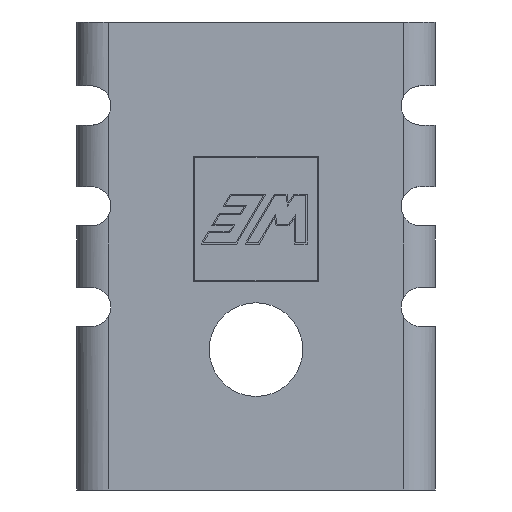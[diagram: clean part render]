
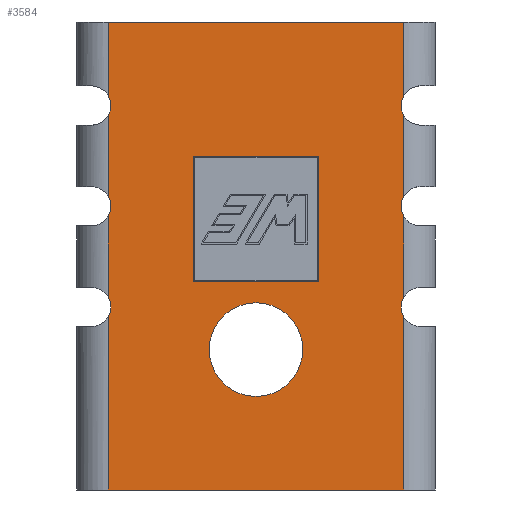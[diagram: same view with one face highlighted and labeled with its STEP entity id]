
A CAD part, front view. The second image highlights one B-rep face of the part: STEP entity #3584.
In plain terms, the highlighted planar face has unit normal (0, -1, 0).
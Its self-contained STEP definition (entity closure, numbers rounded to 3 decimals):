
#50=CIRCLE('',#3732,1.905);
#53=CIRCLE('',#3737,0.8);
#54=CIRCLE('',#3741,0.8);
#56=CIRCLE('',#3749,0.8);
#58=CIRCLE('',#3755,0.8);
#60=CIRCLE('',#3759,0.8);
#62=CIRCLE('',#3762,0.8);
#696=ORIENTED_EDGE('',*,*,#1132,.T.);
#697=ORIENTED_EDGE('',*,*,#1175,.T.);
#698=ORIENTED_EDGE('',*,*,#1124,.F.);
#699=ORIENTED_EDGE('',*,*,#1139,.T.);
#700=ORIENTED_EDGE('',*,*,#1118,.F.);
#701=ORIENTED_EDGE('',*,*,#1145,.T.);
#702=ORIENTED_EDGE('',*,*,#1114,.F.);
#703=ORIENTED_EDGE('',*,*,#1151,.F.);
#704=ORIENTED_EDGE('',*,*,#1110,.F.);
#705=ORIENTED_EDGE('',*,*,#1180,.T.);
#706=ORIENTED_EDGE('',*,*,#1184,.F.);
#707=ORIENTED_EDGE('',*,*,#1185,.T.);
#708=ORIENTED_EDGE('',*,*,#1129,.F.);
#709=ORIENTED_EDGE('',*,*,#1163,.T.);
#710=ORIENTED_EDGE('',*,*,#1106,.F.);
#711=ORIENTED_EDGE('',*,*,#1169,.F.);
#712=ORIENTED_EDGE('',*,*,#1102,.F.);
#713=ORIENTED_EDGE('',*,*,#969,.T.);
#714=ORIENTED_EDGE('',*,*,#967,.T.);
#715=ORIENTED_EDGE('',*,*,#973,.T.);
#716=ORIENTED_EDGE('',*,*,#971,.T.);
#967=EDGE_CURVE('',#1313,#1312,#1588,.T.);
#969=EDGE_CURVE('',#1314,#1313,#1590,.T.);
#971=EDGE_CURVE('',#1315,#1314,#1592,.T.);
#973=EDGE_CURVE('',#1312,#1315,#1594,.T.);
#1102=EDGE_CURVE('',#1402,#1403,#1716,.T.);
#1106=EDGE_CURVE('',#1405,#1406,#1717,.T.);
#1110=EDGE_CURVE('',#1408,#1409,#1718,.T.);
#1114=EDGE_CURVE('',#1411,#1412,#1719,.T.);
#1118=EDGE_CURVE('',#1414,#1415,#1720,.T.);
#1124=EDGE_CURVE('',#1419,#1420,#1721,.T.);
#1129=EDGE_CURVE('',#1423,#1424,#1722,.T.);
#1132=EDGE_CURVE('',#1425,#1425,#50,.T.);
#1139=EDGE_CURVE('',#1419,#1415,#53,.T.);
#1145=EDGE_CURVE('',#1414,#1412,#54,.T.);
#1151=EDGE_CURVE('',#1409,#1411,#1737,.T.);
#1163=EDGE_CURVE('',#1423,#1406,#56,.T.);
#1169=EDGE_CURVE('',#1403,#1405,#1753,.T.);
#1175=EDGE_CURVE('',#1402,#1420,#58,.T.);
#1180=EDGE_CURVE('',#1408,#1451,#60,.T.);
#1184=EDGE_CURVE('',#1454,#1451,#1763,.T.);
#1185=EDGE_CURVE('',#1454,#1424,#62,.T.);
#1312=VERTEX_POINT('',#4729);
#1313=VERTEX_POINT('',#4731);
#1314=VERTEX_POINT('',#4735);
#1315=VERTEX_POINT('',#4739);
#1402=VERTEX_POINT('',#5010);
#1403=VERTEX_POINT('',#5012);
#1405=VERTEX_POINT('',#5018);
#1406=VERTEX_POINT('',#5020);
#1408=VERTEX_POINT('',#5032);
#1409=VERTEX_POINT('',#5034);
#1411=VERTEX_POINT('',#5040);
#1412=VERTEX_POINT('',#5042);
#1414=VERTEX_POINT('',#5054);
#1415=VERTEX_POINT('',#5056);
#1419=VERTEX_POINT('',#5072);
#1420=VERTEX_POINT('',#5074);
#1423=VERTEX_POINT('',#5088);
#1424=VERTEX_POINT('',#5090);
#1425=VERTEX_POINT('',#5097);
#1451=VERTEX_POINT('',#5189);
#1454=VERTEX_POINT('',#5201);
#1588=LINE('',#4730,#1909);
#1590=LINE('',#4734,#1911);
#1592=LINE('',#4738,#1913);
#1594=LINE('',#4742,#1915);
#1716=LINE('',#5011,#2037);
#1717=LINE('',#5019,#2038);
#1718=LINE('',#5033,#2039);
#1719=LINE('',#5041,#2040);
#1720=LINE('',#5055,#2041);
#1721=LINE('',#5073,#2042);
#1722=LINE('',#5089,#2043);
#1737=LINE('',#5134,#2058);
#1753=LINE('',#5168,#2074);
#1763=LINE('',#5200,#2084);
#1909=VECTOR('',#3977,1000.);
#1911=VECTOR('',#3981,1000.);
#1913=VECTOR('',#3985,1000.);
#1915=VECTOR('',#3989,1000.);
#2037=VECTOR('',#4223,1000.);
#2038=VECTOR('',#4232,1000.);
#2039=VECTOR('',#4237,1000.);
#2040=VECTOR('',#4246,1000.);
#2041=VECTOR('',#4251,1000.);
#2042=VECTOR('',#4260,1000.);
#2043=VECTOR('',#4267,1000.);
#2058=VECTOR('',#4310,1000.);
#2074=VECTOR('',#4342,1000.);
#2084=VECTOR('',#4370,1000.);
#2233=EDGE_LOOP('',(#696));
#2234=EDGE_LOOP('',(#697,#698,#699,#700,#701,#702,#703,#704,#705,#706,#707,
#708,#709,#710,#711,#712));
#2235=EDGE_LOOP('',(#713,#714,#715,#716));
#2379=FACE_BOUND('',#2233,.T.);
#2380=FACE_BOUND('',#2234,.T.);
#2381=FACE_BOUND('',#2235,.T.);
#2505=PLANE('',#3761);
#3584=ADVANCED_FACE('',(#2379,#2380,#2381),#2505,.T.);
#3732=AXIS2_PLACEMENT_3D('',#5099,#4271,#4272);
#3737=AXIS2_PLACEMENT_3D('',#5111,#4285,#4286);
#3741=AXIS2_PLACEMENT_3D('',#5123,#4298,#4299);
#3749=AXIS2_PLACEMENT_3D('',#5157,#4330,#4331);
#3755=AXIS2_PLACEMENT_3D('',#5179,#4352,#4353);
#3759=AXIS2_PLACEMENT_3D('',#5188,#4363,#4364);
#3761=AXIS2_PLACEMENT_3D('',#5199,#4368,#4369);
#3762=AXIS2_PLACEMENT_3D('',#5202,#4371,#4372);
#3977=DIRECTION('',(-1.,0.,0.));
#3981=DIRECTION('',(0.,0.,-1.));
#3985=DIRECTION('',(1.,0.,0.));
#3989=DIRECTION('',(0.,0.,1.));
#4223=DIRECTION('',(0.,0.,1.));
#4232=DIRECTION('',(0.,0.,-1.));
#4237=DIRECTION('',(0.,0.,-1.));
#4246=DIRECTION('',(0.,0.,1.));
#4251=DIRECTION('',(0.,0.,1.));
#4260=DIRECTION('',(0.,0.,1.));
#4267=DIRECTION('',(0.,0.,-1.));
#4271=DIRECTION('',(0.,1.,0.));
#4272=DIRECTION('',(0.,0.,1.));
#4285=DIRECTION('',(0.,1.,0.));
#4286=DIRECTION('',(0.,0.,1.));
#4298=DIRECTION('',(0.,1.,0.));
#4299=DIRECTION('',(0.,0.,-1.));
#4310=DIRECTION('',(-1.,0.,0.));
#4330=DIRECTION('',(0.,1.,0.));
#4331=DIRECTION('',(0.,0.,1.));
#4342=DIRECTION('',(1.,0.,0.));
#4352=DIRECTION('',(0.,1.,0.));
#4353=DIRECTION('',(0.,0.,-1.));
#4363=DIRECTION('',(0.,1.,0.));
#4364=DIRECTION('',(0.,0.,-1.));
#4368=DIRECTION('',(0.,-1.,0.));
#4369=DIRECTION('',(1.,0.,0.));
#4370=DIRECTION('',(0.,0.,-1.));
#4371=DIRECTION('',(0.,1.,0.));
#4372=DIRECTION('',(0.,0.,1.));
#4729=CARTESIAN_POINT('',(-2.54,0.,-1.053));
#4730=CARTESIAN_POINT('',(0.,0.,-1.053));
#4731=CARTESIAN_POINT('',(2.54,0.,-1.053));
#4734=CARTESIAN_POINT('',(2.54,0.,1.5));
#4735=CARTESIAN_POINT('',(2.54,0.,4.053));
#4738=CARTESIAN_POINT('',(0.,0.,4.053));
#4739=CARTESIAN_POINT('',(-2.54,0.,4.053));
#4742=CARTESIAN_POINT('',(-2.54,0.,1.5));
#5010=CARTESIAN_POINT('',(-6.005,0.,6.512));
#5011=CARTESIAN_POINT('',(-6.005,0.,6.512));
#5012=CARTESIAN_POINT('',(-6.005,0.,9.525));
#5018=CARTESIAN_POINT('',(6.005,0.,9.525));
#5019=CARTESIAN_POINT('',(6.005,0.,9.525));
#5020=CARTESIAN_POINT('',(6.005,0.,6.512));
#5032=CARTESIAN_POINT('',(6.005,0.,-2.462));
#5033=CARTESIAN_POINT('',(6.005,0.,-2.462));
#5034=CARTESIAN_POINT('',(6.005,0.,-9.525));
#5040=CARTESIAN_POINT('',(-6.005,0.,-9.525));
#5041=CARTESIAN_POINT('',(-6.005,0.,-9.525));
#5042=CARTESIAN_POINT('',(-6.005,0.,-2.462));
#5054=CARTESIAN_POINT('',(-6.005,0.,-1.688));
#5055=CARTESIAN_POINT('',(-6.005,0.,-1.688));
#5056=CARTESIAN_POINT('',(-6.005,0.,1.638));
#5072=CARTESIAN_POINT('',(-6.005,0.,2.412));
#5073=CARTESIAN_POINT('',(-6.005,0.,2.412));
#5074=CARTESIAN_POINT('',(-6.005,0.,5.738));
#5088=CARTESIAN_POINT('',(6.005,0.,5.738));
#5089=CARTESIAN_POINT('',(6.005,0.,5.738));
#5090=CARTESIAN_POINT('',(6.005,0.,2.412));
#5097=CARTESIAN_POINT('',(0.,0.,-1.905));
#5099=CARTESIAN_POINT('',(0.,0.,-3.81));
#5111=CARTESIAN_POINT('',(-6.705,0.,2.025));
#5123=CARTESIAN_POINT('',(-6.705,0.,-2.075));
#5134=CARTESIAN_POINT('',(6.005,0.,-9.525));
#5157=CARTESIAN_POINT('',(6.705,0.,6.125));
#5168=CARTESIAN_POINT('',(-6.005,0.,9.525));
#5179=CARTESIAN_POINT('',(-6.705,0.,6.125));
#5188=CARTESIAN_POINT('',(6.705,0.,-2.075));
#5189=CARTESIAN_POINT('',(6.005,0.,-1.688));
#5199=CARTESIAN_POINT('',(0.,0.,0.));
#5200=CARTESIAN_POINT('',(6.005,0.,1.638));
#5201=CARTESIAN_POINT('',(6.005,0.,1.638));
#5202=CARTESIAN_POINT('',(6.705,0.,2.025));
